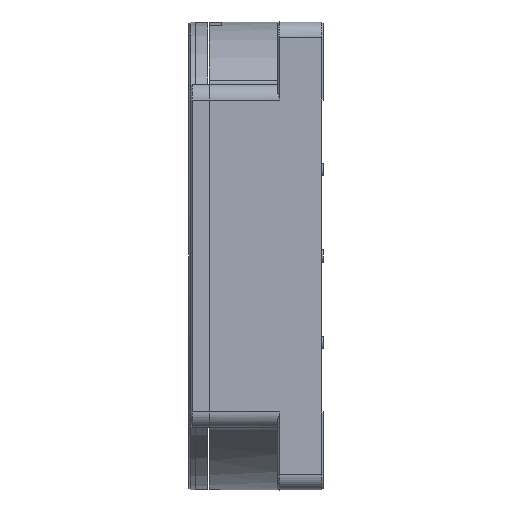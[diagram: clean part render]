
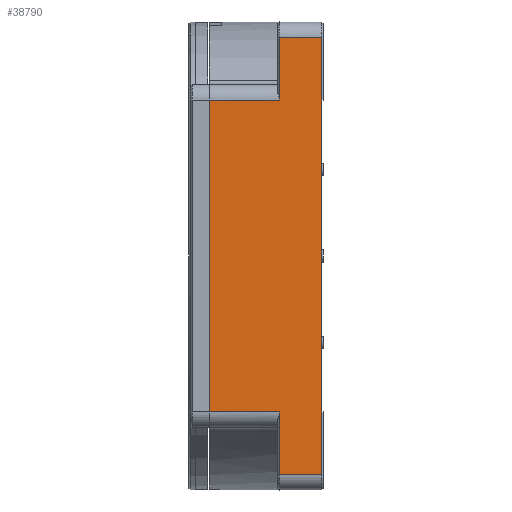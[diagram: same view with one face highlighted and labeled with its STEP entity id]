
A CAD part, left-side view. The second image highlights one B-rep face of the part: STEP entity #38790.
In plain terms, the highlighted planar face has unit normal (-1, 0, 0).
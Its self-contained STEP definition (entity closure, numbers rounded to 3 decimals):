
#159 = DIRECTION ( 'NONE',  ( 0., 0., 1. ) ) ;
#206 = EDGE_CURVE ( 'NONE', #12839, #9831, #3268, .T. ) ;
#424 = ORIENTED_EDGE ( 'NONE', *, *, #33852, .T. ) ;
#859 = FACE_OUTER_BOUND ( 'NONE', #33594, .T. ) ;
#1574 = ORIENTED_EDGE ( 'NONE', *, *, #4895, .T. ) ;
#3067 = CARTESIAN_POINT ( 'NONE',  ( -100., -16.5, 50. ) ) ;
#3268 = LINE ( 'NONE', #34552, #33638 ) ;
#3478 = LINE ( 'NONE', #46013, #42852 ) ;
#3918 = DIRECTION ( 'NONE',  ( 0., 0., -1. ) ) ;
#4149 = ORIENTED_EDGE ( 'NONE', *, *, #42249, .T. ) ;
#4378 = CARTESIAN_POINT ( 'NONE',  ( -100., -3., -50. ) ) ;
#4884 = CARTESIAN_POINT ( 'NONE',  ( -100., -3., 50. ) ) ;
#4895 = EDGE_CURVE ( 'NONE', #21285, #24087, #24680, .T. ) ;
#4947 = CARTESIAN_POINT ( 'NONE',  ( -100., -3., -72.8 ) ) ;
#7054 = CARTESIAN_POINT ( 'NONE',  ( -100., -16.5, -78. ) ) ;
#7545 = EDGE_CURVE ( 'NONE', #46631, #29923, #11991, .T. ) ;
#8019 = PLANE ( 'NONE',  #21352 ) ;
#8277 = VERTEX_POINT ( 'NONE', #4884 ) ;
#8331 = VECTOR ( 'NONE', #32424, 1000. ) ;
#9417 = CARTESIAN_POINT ( 'NONE',  ( -100., 19.5, -72.8 ) ) ;
#9533 = CARTESIAN_POINT ( 'NONE',  ( -100., -16.5, -50. ) ) ;
#9831 = VERTEX_POINT ( 'NONE', #25781 ) ;
#10535 = LINE ( 'NONE', #41304, #13541 ) ;
#11551 = EDGE_CURVE ( 'NONE', #23493, #46631, #10535, .T. ) ;
#11991 = LINE ( 'NONE', #32736, #8331 ) ;
#12087 = EDGE_CURVE ( 'NONE', #8277, #33212, #18736, .T. ) ;
#12143 = VECTOR ( 'NONE', #33885, 1000. ) ;
#12839 = VERTEX_POINT ( 'NONE', #21788 ) ;
#13541 = VECTOR ( 'NONE', #37516, 1000. ) ;
#14961 = ORIENTED_EDGE ( 'NONE', *, *, #19283, .T. ) ;
#15616 = ORIENTED_EDGE ( 'NONE', *, *, #11551, .T. ) ;
#16312 = VECTOR ( 'NONE', #35949, 1000. ) ;
#16525 = ORIENTED_EDGE ( 'NONE', *, *, #7545, .T. ) ;
#17712 = EDGE_CURVE ( 'NONE', #33212, #21285, #44944, .T. ) ;
#18322 = VECTOR ( 'NONE', #43281, 1000. ) ;
#18651 = VERTEX_POINT ( 'NONE', #9533 ) ;
#18736 = LINE ( 'NONE', #24586, #16312 ) ;
#19283 = EDGE_CURVE ( 'NONE', #29923, #8277, #22982, .T. ) ;
#19716 = CARTESIAN_POINT ( 'NONE',  ( -100., -16.5, 70. ) ) ;
#20985 = DIRECTION ( 'NONE',  ( 0., 0., -1. ) ) ;
#21285 = VERTEX_POINT ( 'NONE', #49358 ) ;
#21352 = AXIS2_PLACEMENT_3D ( 'NONE', #38392, #46069, #23445 ) ;
#21788 = CARTESIAN_POINT ( 'NONE',  ( -100., -3., -70. ) ) ;
#22982 = LINE ( 'NONE', #26933, #42978 ) ;
#23445 = DIRECTION ( 'NONE',  ( 0., 0., 1. ) ) ;
#23493 = VERTEX_POINT ( 'NONE', #3067 ) ;
#23672 = VECTOR ( 'NONE', #20985, 1000. ) ;
#24087 = VERTEX_POINT ( 'NONE', #4378 ) ;
#24586 = CARTESIAN_POINT ( 'NONE',  ( -100., -17.22, 50. ) ) ;
#24680 = LINE ( 'NONE', #37044, #12143 ) ;
#25522 = ORIENTED_EDGE ( 'NONE', *, *, #206, .T. ) ;
#25781 = CARTESIAN_POINT ( 'NONE',  ( -100., -16.5, -70. ) ) ;
#25789 = VECTOR ( 'NONE', #49119, 1000. ) ;
#26933 = CARTESIAN_POINT ( 'NONE',  ( -100., -3., -72.8 ) ) ;
#28331 = EDGE_CURVE ( 'NONE', #23493, #18651, #47112, .T. ) ;
#29571 = LINE ( 'NONE', #4947, #18322 ) ;
#29923 = VERTEX_POINT ( 'NONE', #32030 ) ;
#32030 = CARTESIAN_POINT ( 'NONE',  ( -100., -3., 70. ) ) ;
#32424 = DIRECTION ( 'NONE',  ( 0., 1., 0. ) ) ;
#32736 = CARTESIAN_POINT ( 'NONE',  ( -100., -17.22, 70. ) ) ;
#33212 = VERTEX_POINT ( 'NONE', #44925 ) ;
#33594 = EDGE_LOOP ( 'NONE', ( #37450, #15616, #16525, #14961, #45100, #46660, #1574, #4149, #25522, #424 ) ) ;
#33638 = VECTOR ( 'NONE', #34291, 1000. ) ;
#33852 = EDGE_CURVE ( 'NONE', #9831, #18651, #3478, .T. ) ;
#33885 = DIRECTION ( 'NONE',  ( 0., -1., 0. ) ) ;
#34291 = DIRECTION ( 'NONE',  ( 0., -1., 0. ) ) ;
#34552 = CARTESIAN_POINT ( 'NONE',  ( -100., -17.22, -70. ) ) ;
#35949 = DIRECTION ( 'NONE',  ( 0., 1., 0. ) ) ;
#37044 = CARTESIAN_POINT ( 'NONE',  ( -100., -17.22, -50. ) ) ;
#37450 = ORIENTED_EDGE ( 'NONE', *, *, #28331, .F. ) ;
#37516 = DIRECTION ( 'NONE',  ( 0., 0., 1. ) ) ;
#38392 = CARTESIAN_POINT ( 'NONE',  ( -100., -17.22, -72.8 ) ) ;
#38790 = ADVANCED_FACE ( 'NONE', ( #859 ), #8019, .T. ) ;
#41304 = CARTESIAN_POINT ( 'NONE',  ( -100., -16.5, -72.8 ) ) ;
#42249 = EDGE_CURVE ( 'NONE', #24087, #12839, #29571, .T. ) ;
#42852 = VECTOR ( 'NONE', #159, 1000. ) ;
#42978 = VECTOR ( 'NONE', #3918, 1000. ) ;
#43281 = DIRECTION ( 'NONE',  ( 0., 0., -1. ) ) ;
#44925 = CARTESIAN_POINT ( 'NONE',  ( -100., 19.5, 50. ) ) ;
#44944 = LINE ( 'NONE', #9417, #23672 ) ;
#45100 = ORIENTED_EDGE ( 'NONE', *, *, #12087, .T. ) ;
#46013 = CARTESIAN_POINT ( 'NONE',  ( -100., -16.5, -72.8 ) ) ;
#46069 = DIRECTION ( 'NONE',  ( -1., 0., 0. ) ) ;
#46631 = VERTEX_POINT ( 'NONE', #19716 ) ;
#46660 = ORIENTED_EDGE ( 'NONE', *, *, #17712, .T. ) ;
#47112 = LINE ( 'NONE', #7054, #25789 ) ;
#49119 = DIRECTION ( 'NONE',  ( 0., 0., -1. ) ) ;
#49358 = CARTESIAN_POINT ( 'NONE',  ( -100., 19.5, -50. ) ) ;
